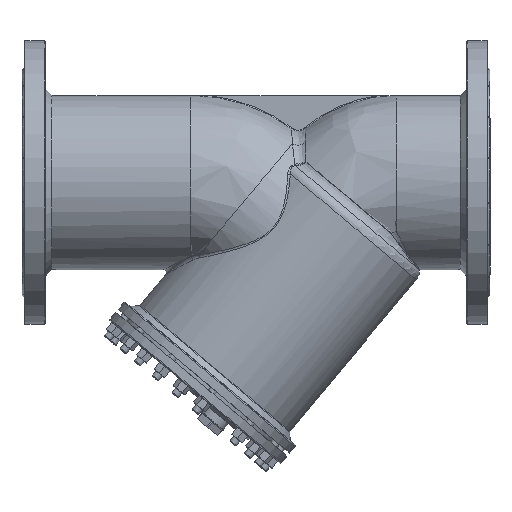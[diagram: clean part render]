
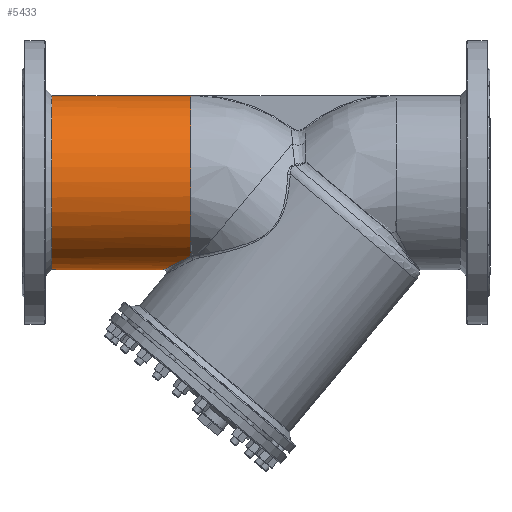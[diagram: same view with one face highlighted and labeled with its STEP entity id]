
A CAD part, top view. The second image highlights one B-rep face of the part: STEP entity #5433.
In plain terms, the highlighted cylindrical face has radius 158 mm (diameter 316 mm), a full revolution.
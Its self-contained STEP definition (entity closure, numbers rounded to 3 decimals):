
#258=CYLINDRICAL_SURFACE('',#5875,158.);
#421=LINE('',#10600,#614);
#422=LINE('',#10602,#615);
#423=LINE('',#10606,#616);
#614=VECTOR('',#6896,158.);
#615=VECTOR('',#6897,10.);
#616=VECTOR('',#6900,10.);
#1040=FACE_OUTER_BOUND('',#1334,.T.);
#1334=EDGE_LOOP('',(#4044,#4045,#4046,#4047,#4048,#4049,#4050,#4051,#4052,
#4053,#4054,#4055));
#1583=B_SPLINE_CURVE_WITH_KNOTS('',3,(#8260,#8261,#8262,#8263,#8264,#8265),
 .UNSPECIFIED.,.F.,.F.,(4,2,4),(0.897,3.188,3.194),
 .UNSPECIFIED.);
#1670=B_SPLINE_CURVE_WITH_KNOTS('',3,(#10316,#10317,#10318,#10319,#10320,
#10321,#10322,#10323,#10324,#10325,#10326,#10327,#10328),.UNSPECIFIED.,
 .F.,.F.,(4,1,1,1,1,1,1,1,1,1,4),(-21.187,-18.16,-15.134,
-13.62,-12.107,-11.098,-9.08,
-8.071,-6.053,-3.027,0.),.UNSPECIFIED.);
#1675=B_SPLINE_CURVE_WITH_KNOTS('',3,(#10607,#10608,#10609,#10610,#10611,
#10612),.UNSPECIFIED.,.F.,.F.,(4,2,4),(-0.007,0.,3.414),
 .UNSPECIFIED.);
#1729=CIRCLE('',#5649,158.);
#1792=CIRCLE('',#5872,158.);
#1793=CIRCLE('',#5873,158.);
#1795=CIRCLE('',#5876,158.);
#1796=CIRCLE('',#5877,158.);
#2085=VERTEX_POINT('',#8245);
#2086=VERTEX_POINT('',#8247);
#2088=VERTEX_POINT('',#8258);
#2289=VERTEX_POINT('',#10315);
#2292=VERTEX_POINT('',#10592);
#2293=VERTEX_POINT('',#10594);
#2294=VERTEX_POINT('',#10598);
#2295=VERTEX_POINT('',#10601);
#2296=VERTEX_POINT('',#10603);
#2297=VERTEX_POINT('',#10605);
#2609=EDGE_CURVE('',#2086,#2085,#1729,.T.);
#2613=EDGE_CURVE('',#2088,#2085,#1583,.T.);
#2927=EDGE_CURVE('',#2086,#2289,#1670,.T.);
#2936=EDGE_CURVE('',#2292,#2289,#1792,.T.);
#2937=EDGE_CURVE('',#2293,#2292,#1793,.T.);
#2939=EDGE_CURVE('',#2294,#2294,#1795,.T.);
#2940=EDGE_CURVE('',#2294,#2292,#421,.T.);
#2941=EDGE_CURVE('',#2088,#2295,#422,.T.);
#2942=EDGE_CURVE('',#2295,#2296,#1796,.T.);
#2943=EDGE_CURVE('',#2297,#2296,#423,.T.);
#2944=EDGE_CURVE('',#2293,#2297,#1675,.T.);
#4044=ORIENTED_EDGE('',*,*,#2939,.F.);
#4045=ORIENTED_EDGE('',*,*,#2940,.T.);
#4046=ORIENTED_EDGE('',*,*,#2936,.T.);
#4047=ORIENTED_EDGE('',*,*,#2927,.F.);
#4048=ORIENTED_EDGE('',*,*,#2609,.T.);
#4049=ORIENTED_EDGE('',*,*,#2613,.F.);
#4050=ORIENTED_EDGE('',*,*,#2941,.T.);
#4051=ORIENTED_EDGE('',*,*,#2942,.T.);
#4052=ORIENTED_EDGE('',*,*,#2943,.F.);
#4053=ORIENTED_EDGE('',*,*,#2944,.F.);
#4054=ORIENTED_EDGE('',*,*,#2937,.T.);
#4055=ORIENTED_EDGE('',*,*,#2940,.F.);
#5433=ADVANCED_FACE('',(#1040),#258,.T.);
#5649=AXIS2_PLACEMENT_3D('',#8248,#6347,#6348);
#5872=AXIS2_PLACEMENT_3D('',#10593,#6886,#6887);
#5873=AXIS2_PLACEMENT_3D('',#10595,#6888,#6889);
#5875=AXIS2_PLACEMENT_3D('',#10597,#6892,#6893);
#5876=AXIS2_PLACEMENT_3D('',#10599,#6894,#6895);
#5877=AXIS2_PLACEMENT_3D('',#10604,#6898,#6899);
#6347=DIRECTION('center_axis',(-1.,0.,0.));
#6348=DIRECTION('ref_axis',(0.,0.,1.));
#6886=DIRECTION('center_axis',(-1.,0.,0.));
#6887=DIRECTION('ref_axis',(0.,0.,1.));
#6888=DIRECTION('center_axis',(-1.,0.,0.));
#6889=DIRECTION('ref_axis',(0.,0.,1.));
#6892=DIRECTION('center_axis',(-1.,0.,0.));
#6893=DIRECTION('ref_axis',(0.,0.,1.));
#6894=DIRECTION('center_axis',(-1.,0.,0.));
#6895=DIRECTION('ref_axis',(0.,0.,1.));
#6896=DIRECTION('',(1.,0.,0.));
#6897=DIRECTION('',(-1.,0.,0.));
#6898=DIRECTION('center_axis',(-1.,0.,0.));
#6899=DIRECTION('ref_axis',(0.,0.,1.));
#6900=DIRECTION('',(-1.,0.,0.));
#8245=CARTESIAN_POINT('',(-501.847,157.937,4.444));
#8247=CARTESIAN_POINT('',(-501.847,-134.117,83.527));
#8248=CARTESIAN_POINT('Origin',(-501.847,0.,
0.));
#8258=CARTESIAN_POINT('',(-467.077,157.98,2.5));
#8260=CARTESIAN_POINT('Ctrl Pts',(-467.077,157.98,2.5));
#8261=CARTESIAN_POINT('Ctrl Pts',(-478.026,157.98,2.5));
#8262=CARTESIAN_POINT('Ctrl Pts',(-491.93,157.96,3.65));
#8263=CARTESIAN_POINT('Ctrl Pts',(-501.795,157.938,4.44));
#8264=CARTESIAN_POINT('Ctrl Pts',(-501.821,157.938,4.442));
#8265=CARTESIAN_POINT('Ctrl Pts',(-501.847,157.937,4.444));
#10315=CARTESIAN_POINT('',(-501.847,-134.117,-83.527));
#10316=CARTESIAN_POINT('Ctrl Pts',(-501.847,-134.117,
83.527));
#10317=CARTESIAN_POINT('Ctrl Pts',(-509.103,-137.709,
77.759));
#10318=CARTESIAN_POINT('Ctrl Pts',(-522.928,-144.51,
65.213));
#10319=CARTESIAN_POINT('Ctrl Pts',(-537.352,-151.542,
46.175));
#10320=CARTESIAN_POINT('Ctrl Pts',(-545.651,-155.572,
28.731));
#10321=CARTESIAN_POINT('Ctrl Pts',(-549.258,-157.32,
16.234));
#10322=CARTESIAN_POINT('Ctrl Pts',(-551.135,-158.229,
1.666));
#10323=CARTESIAN_POINT('Ctrl Pts',(-550.279,-157.814,
-11.46));
#10324=CARTESIAN_POINT('Ctrl Pts',(-546.251,-155.863,
-27.203));
#10325=CARTESIAN_POINT('Ctrl Pts',(-538.315,-152.011,
-44.912));
#10326=CARTESIAN_POINT('Ctrl Pts',(-522.948,-144.52,
-65.186));
#10327=CARTESIAN_POINT('Ctrl Pts',(-509.103,-137.709,-77.759));
#10328=CARTESIAN_POINT('Ctrl Pts',(-501.847,-134.117,-83.527));
#10592=CARTESIAN_POINT('',(-501.847,0.,-158.));
#10593=CARTESIAN_POINT('Origin',(-501.847,0.,
0.));
#10594=CARTESIAN_POINT('',(-501.847,157.937,-4.444));
#10595=CARTESIAN_POINT('Origin',(-501.847,0.,
0.));
#10597=CARTESIAN_POINT('Origin',(-501.847,0.,0.));
#10598=CARTESIAN_POINT('',(-754.,0.,-158.));
#10599=CARTESIAN_POINT('Origin',(-754.,0.,
0.));
#10600=CARTESIAN_POINT('',(-501.847,0.,-158.));
#10601=CARTESIAN_POINT('',(-501.847,157.98,2.5));
#10602=CARTESIAN_POINT('',(0.,157.98,2.5));
#10603=CARTESIAN_POINT('',(-501.847,157.98,-2.5));
#10604=CARTESIAN_POINT('Origin',(-501.847,0.,
0.));
#10605=CARTESIAN_POINT('',(-467.077,157.98,-2.5));
#10606=CARTESIAN_POINT('',(0.,157.98,-2.5));
#10607=CARTESIAN_POINT('Ctrl Pts',(-501.847,157.937,-4.444));
#10608=CARTESIAN_POINT('Ctrl Pts',(-501.823,157.938,-4.442));
#10609=CARTESIAN_POINT('Ctrl Pts',(-501.798,157.938,-4.44));
#10610=CARTESIAN_POINT('Ctrl Pts',(-490.43,157.963,-3.53));
#10611=CARTESIAN_POINT('Ctrl Pts',(-477.426,157.98,-2.5));
#10612=CARTESIAN_POINT('Ctrl Pts',(-467.077,157.98,-2.5));
